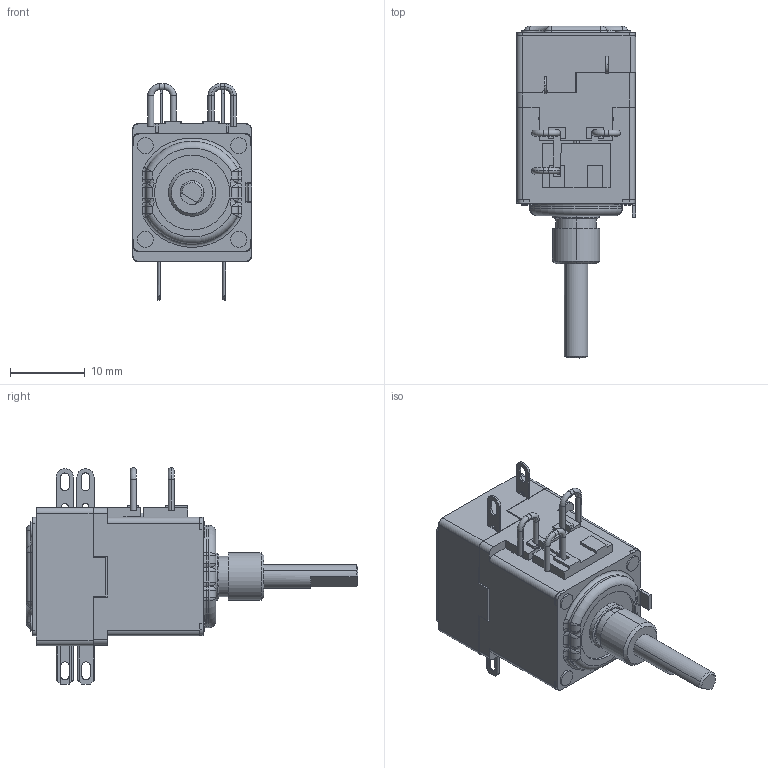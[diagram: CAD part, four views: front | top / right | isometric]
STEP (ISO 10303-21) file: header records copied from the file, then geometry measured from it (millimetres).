
FILE_DESCRIPTION((''),'2;1');
FILE_NAME('86C2A-F24-A10_R51L','2014-01-22T',('rickb'),('Bourns, Inc.'),'PRO/ENGINEER BY PARAMETRIC TECHNOLOGY CORPORATION, 2012230','PRO/ENGINEER BY PARAMETRIC TECHNOLOGY CORPORATION, 2012230','');
FILE_SCHEMA(('CONFIG_CONTROL_DESIGN'));
Length unit declared in the file: inch
Products named in the file (1): 86C2A-F24-A10_R51L
Bounding box: 16.03 x 44.53 x 29.05 mm (x, y, z)
Volume: 6819.1 mm3; surface area: 3848 mm2
Topology: 1 solids, 22 shells, 829 faces, 2087 edges, 1301 vertices
Faces by surface type: plane 373, cylinder 270, torus 103, sphere 40, cone 33, bspline 10
Entity records: 25721 total; most frequent: CARTESIAN_POINT 5436, DIRECTION 4368, ORIENTED_EDGE 4166, EDGE_CURVE 2083, AXIS2_PLACEMENT_3D 1592, VERTEX_POINT 1301, VECTOR 1184, LINE 1184
